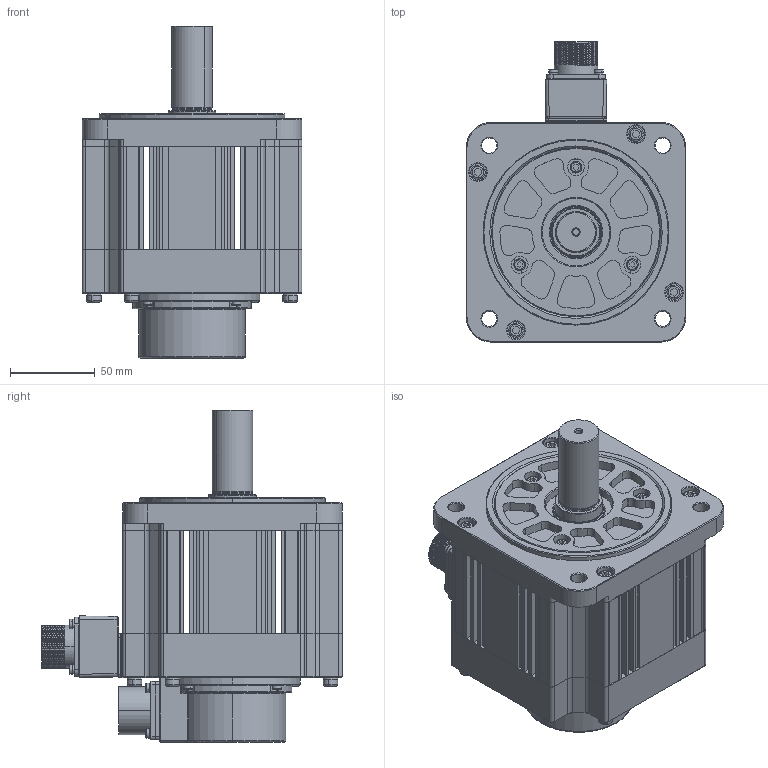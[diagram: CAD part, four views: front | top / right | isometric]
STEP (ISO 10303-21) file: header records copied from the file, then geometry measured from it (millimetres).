
FILE_DESCRIPTION (( 'STEP AP203' ), '1' );
FILE_NAME ('EM1-1KW.STEP', '2019-11-29T03:43:14', ( '' ), ( '' ), 'SwSTEP 2.0', 'SolidWorks 2015', '' );
FILE_SCHEMA (( 'CONFIG_CONTROL_DESIGN' ));
Length unit declared in the file: millimetre
Products named in the file (1): EM1-1KW
Bounding box: 130 x 177.85 x 196.4 mm (x, y, z)
Surface area: 137620.6 mm2 (no closed solid volume)
Topology: 0 solids, 62 shells, 1046 faces, 3042 edges, 2069 vertices
Faces by surface type: plane 471, cylinder 341, cone 110, torus 88, bspline 27, sphere 9
Entity records: 39294 total; most frequent: CARTESIAN_POINT 11848, DIRECTION 5911, ORIENTED_EDGE 5090, EDGE_CURVE 3033, AXIS2_PLACEMENT_3D 2092, VERTEX_POINT 2067, VECTOR 1727, LINE 1727
